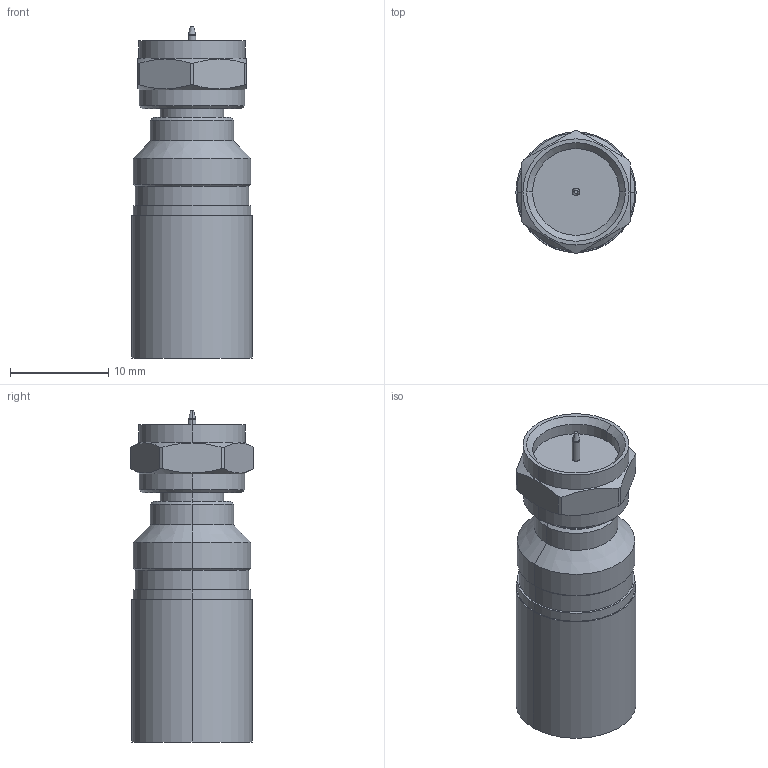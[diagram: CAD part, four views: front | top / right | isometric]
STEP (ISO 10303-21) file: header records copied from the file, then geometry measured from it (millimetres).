
FILE_DESCRIPTION (( 'STEP AP214' ), '1' );
FILE_NAME ('J01600A0007.STEP', '2018-11-15T07:26:18', ( '' ), ( '' ), 'SwSTEP 2.0', 'SolidWorks 2017', '' );
FILE_SCHEMA (( 'AUTOMOTIVE_DESIGN' ));
Length unit declared in the file: millimetre
Products named in the file (1): J01600A0007
Bounding box: 12.25 x 12.5 x 33.8 mm (x, y, z)
Volume: 2473.8 mm3; surface area: 1998.7 mm2
Topology: 1 solids, 1 shells, 76 faces, 164 edges, 100 vertices
Faces by surface type: cylinder 34, cone 22, plane 18, torus 2
Entity records: 2987 total; most frequent: CARTESIAN_POINT 453, DIRECTION 388, ORIENTED_EDGE 328, EDGE_CURVE 164, AXIS2_PLACEMENT_3D 163, VERTEX_POINT 100, CIRCLE 86, EDGE_LOOP 86
